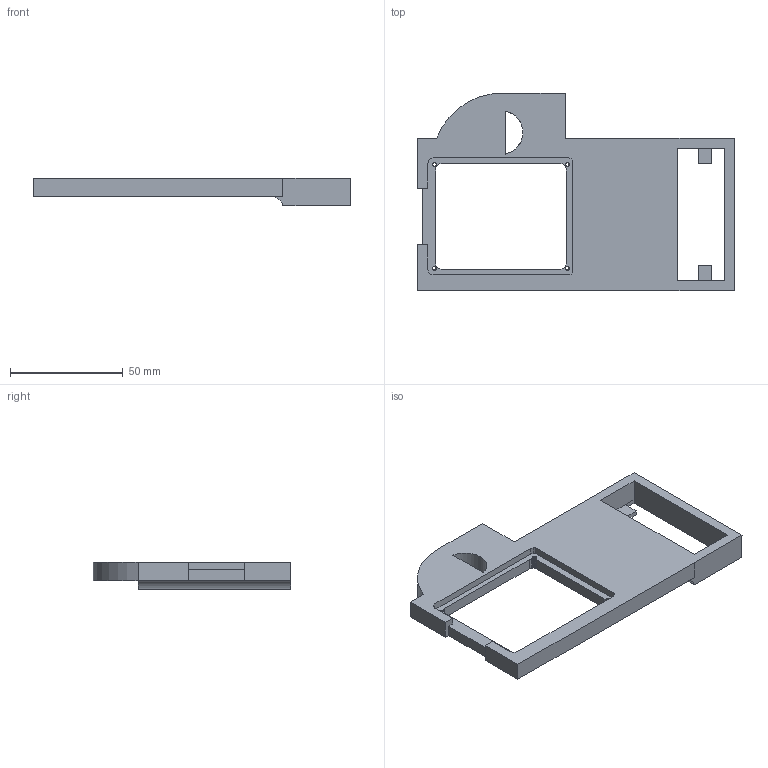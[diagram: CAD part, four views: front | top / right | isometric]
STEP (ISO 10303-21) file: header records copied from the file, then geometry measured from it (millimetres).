
FILE_DESCRIPTION(/* description */ (''),/* implementation_level */ '2;1');
FILE_NAME(/* name */ 'Body.step',/* time_stamp */ '2026-02-27T18:54:11+05:30',/* author */ (''),/* organization */ (''),/* preprocessor_version */ 'ST-DEVELOPER v20.1',/* originating_system */ 'Autodesk Translation Framework v14.24.0.0',/* authorisation */ '');
FILE_SCHEMA (('AUTOMOTIVE_DESIGN { 1 0 10303 214 3 1 1 }'));
Length unit declared in the file: millimetre
Products named in the file (1): Body
Bounding box: 140.75 x 87.8 x 12.12 mm (x, y, z)
Volume: 52949.8 mm3; surface area: 21446.6 mm2
Topology: 1 solids, 1 shells, 185 faces, 544 edges, 361 vertices
Faces by surface type: cylinder 111, plane 66, bspline 8
Full cylindrical faces by diameter (mm): 1.623 x24, 2.074 x8, 19.5 x1
Entity records: 12567 total; most frequent: CARTESIAN_POINT 8043, ORIENTED_EDGE 1088, DIRECTION 692, EDGE_CURVE 544, VERTEX_POINT 361, LINE 288, VECTOR 288, B_SPLINE_CURVE_WITH_KNOTS 232
